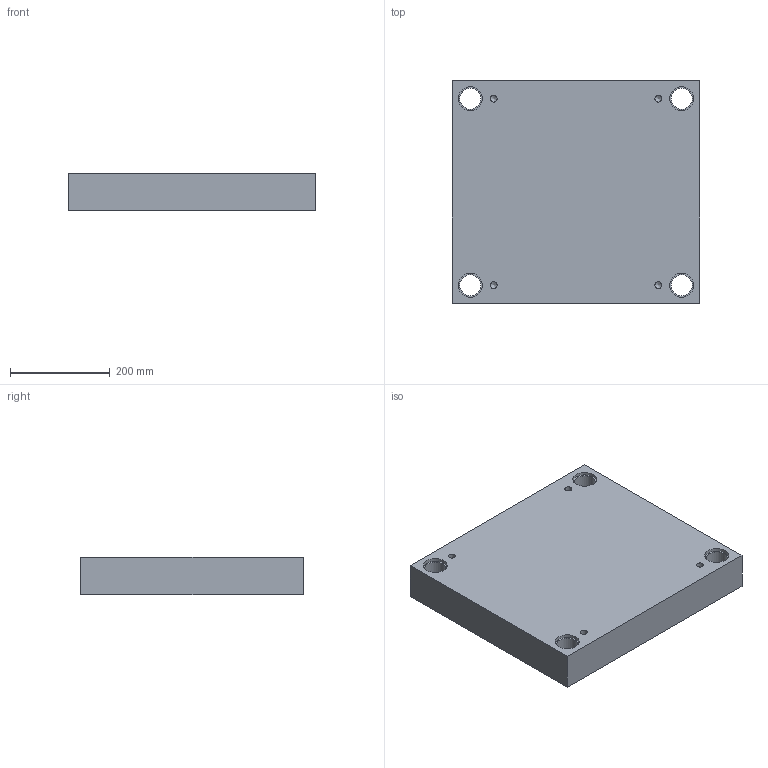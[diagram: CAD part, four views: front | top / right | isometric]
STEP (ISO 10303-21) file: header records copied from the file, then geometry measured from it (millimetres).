
FILE_DESCRIPTION( ( 'Unknown' ), '1' );
FILE_NAME( 'OS_E_446x496x076_.stp', 'Unknown', ( 'Unknown' ), ( 'Unknown' ), 'XStep 1.0', 'Unknown', ' ' );
FILE_SCHEMA( ( 'CONFIG_CONTROL_DESIGN' ) );
Length unit declared in the file: millimetre
Products named in the file (1): 1
Bounding box: 495.7 x 445.7 x 76 mm (x, y, z)
Volume: 16338642.6 mm3; surface area: 620159.2 mm2
Topology: 1 solids, 1 shells, 26 faces, 64 edges, 44 vertices
Faces by surface type: cylinder 12, plane 10, cone 4
Full cylindrical faces by diameter (mm): 14 x4, 42 x4, 48 x4
Entity records: 673 total; most frequent: DIRECTION 114, CARTESIAN_POINT 99, ORIENTED_EDGE 72, EDGE_LOOP 54, AXIS2_PLACEMENT_3D 51, FACE_OUTER_BOUND 38, VERTEX_POINT 36, EDGE_CURVE 36
